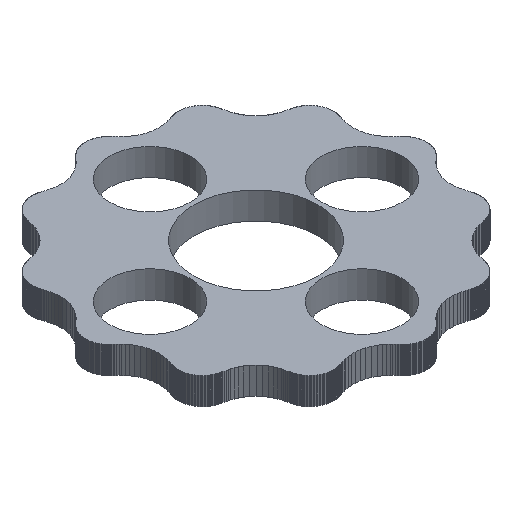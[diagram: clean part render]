
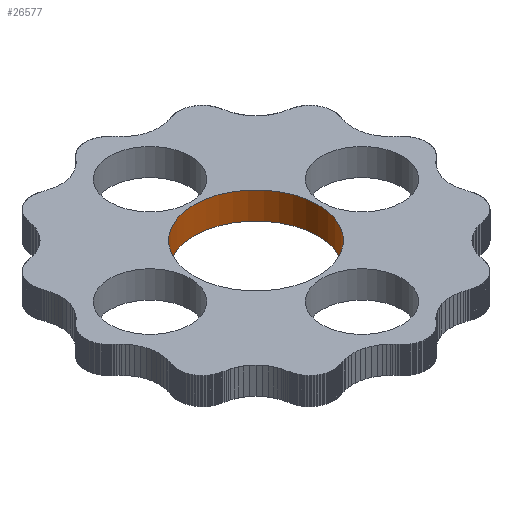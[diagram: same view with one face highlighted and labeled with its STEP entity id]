
A CAD part, isometric view. The second image highlights one B-rep face of the part: STEP entity #26577.
In plain terms, the highlighted cylindrical face has radius 16.05 mm (diameter 32.1 mm), a full revolution.
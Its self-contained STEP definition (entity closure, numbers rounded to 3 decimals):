
#6524 = EDGE_CURVE('',#6525,#6525,#6527,.T.);
#6525 = VERTEX_POINT('',#6526);
#6526 = CARTESIAN_POINT('',(16.05,0.,0.));
#6527 = CIRCLE('',#6528,16.05);
#6528 = AXIS2_PLACEMENT_3D('',#6529,#6530,#6531);
#6529 = CARTESIAN_POINT('',(0.,0.,0.));
#6530 = DIRECTION('',(0.,0.,1.));
#6531 = DIRECTION('',(1.,0.,-0.));
#12964 = EDGE_CURVE('',#12965,#12965,#12967,.T.);
#12965 = VERTEX_POINT('',#12966);
#12966 = CARTESIAN_POINT('',(16.05,0.,7.));
#12967 = CIRCLE('',#12968,16.05);
#12968 = AXIS2_PLACEMENT_3D('',#12969,#12970,#12971);
#12969 = CARTESIAN_POINT('',(0.,0.,7.));
#12970 = DIRECTION('',(0.,0.,1.));
#12971 = DIRECTION('',(1.,0.,-0.));
#26577 = ADVANCED_FACE('',(#26578),#26589,.F.);
#26578 = FACE_BOUND('',#26579,.F.);
#26579 = EDGE_LOOP('',(#26580,#26581,#26587,#26588));
#26580 = ORIENTED_EDGE('',*,*,#12964,.F.);
#26581 = ORIENTED_EDGE('',*,*,#26582,.F.);
#26582 = EDGE_CURVE('',#6525,#12965,#26583,.T.);
#26583 = LINE('',#26584,#26585);
#26584 = CARTESIAN_POINT('',(16.05,0.,-1.));
#26585 = VECTOR('',#26586,1.);
#26586 = DIRECTION('',(0.,0.,1.));
#26587 = ORIENTED_EDGE('',*,*,#6524,.T.);
#26588 = ORIENTED_EDGE('',*,*,#26582,.T.);
#26589 = CYLINDRICAL_SURFACE('',#26590,16.05);
#26590 = AXIS2_PLACEMENT_3D('',#26591,#26592,#26593);
#26591 = CARTESIAN_POINT('',(0.,0.,-1.));
#26592 = DIRECTION('',(0.,0.,1.));
#26593 = DIRECTION('',(1.,0.,-0.));
